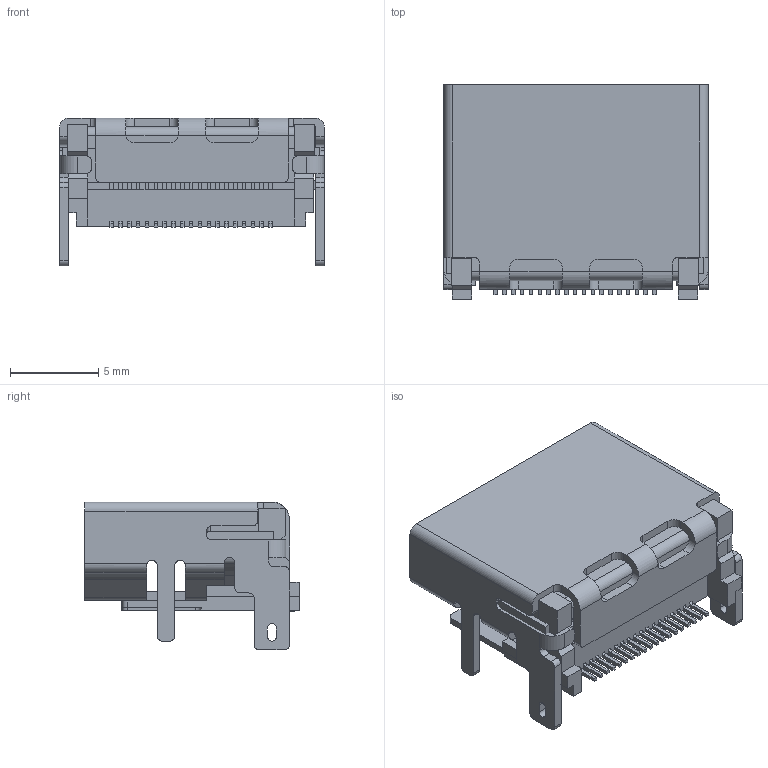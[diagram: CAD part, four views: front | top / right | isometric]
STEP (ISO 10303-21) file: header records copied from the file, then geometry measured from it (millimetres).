
FILE_DESCRIPTION (( 'STEP AP214' ), '1' );
FILE_NAME ('685119134923.STEP', '2022-04-13T04:26:35', ( '' ), ( '' ), 'SwSTEP 2.0', 'SolidWorks 2018', '' );
FILE_SCHEMA (( 'AUTOMOTIVE_DESIGN' ));
Length unit declared in the file: inch
Products named in the file (6): 685119134923; 685119134923_Pin1.stp; Download_STP_685119134923 (rev1).stp; 685119134923_Pin2.stp; 685119134923_Shielding.stp; 685119134923_Housing.stp
Assembly tree (22 placements, depth 3):
  685119134923
    Download_STP_685119134923 (rev1).stp
      685119134923_Housing.stp
      685119134923_Shielding.stp
      685119134923_Pin1.stp  x10
      685119134923_Pin2.stp  x9
Bounding box: 15 x 12.15 x 8.38 mm (x, y, z)
Volume: 499.5 mm3; surface area: 1891.6 mm2
Topology: 21 solids, 21 shells, 1052 faces, 2913 edges, 1858 vertices
Faces by surface type: plane 668, cylinder 338, bspline 38, torus 8
Entity records: 20880 total; most frequent: CARTESIAN_POINT 3841, ORIENTED_EDGE 3616, DIRECTION 3304, EDGE_CURVE 1808, VECTOR 1446, LINE 1446, VERTEX_POINT 1178, AXIS2_PLACEMENT_3D 929
